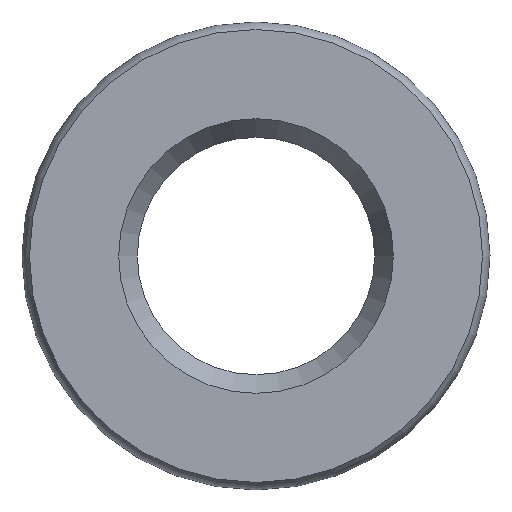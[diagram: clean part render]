
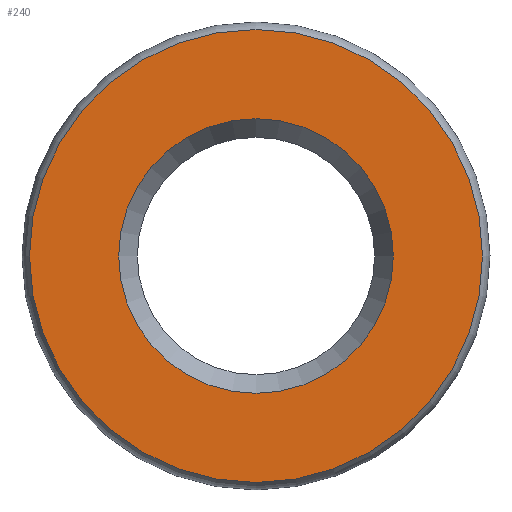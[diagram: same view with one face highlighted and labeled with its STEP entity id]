
A CAD part, left-side view. The second image highlights one B-rep face of the part: STEP entity #240.
In plain terms, the highlighted planar face has unit normal (-1, 0, 0).
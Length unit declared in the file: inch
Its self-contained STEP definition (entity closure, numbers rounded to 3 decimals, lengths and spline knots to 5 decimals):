
#4 = DIRECTION ( 'NONE',  ( 0., 0., 1. ) ) ;
#6 = CARTESIAN_POINT ( 'NONE',  ( 0., 0., 0. ) ) ;
#20 = EDGE_LOOP ( 'NONE', ( #256 ) ) ;
#26 = CARTESIAN_POINT ( 'NONE',  ( 0., 0., 0.22013 ) ) ;
#30 = CIRCLE ( 'NONE', #318, 0.363 ) ;
#31 = CARTESIAN_POINT ( 'NONE',  ( 0., 0., 0. ) ) ;
#41 = AXIS2_PLACEMENT_3D ( 'NONE', #6, #335, #210 ) ;
#43 = CIRCLE ( 'NONE', #41, 0.22013 ) ;
#52 = EDGE_LOOP ( 'NONE', ( #324 ) ) ;
#104 = FACE_OUTER_BOUND ( 'NONE', #52, .T. ) ;
#157 = CARTESIAN_POINT ( 'NONE',  ( 0., -0.22013, 0. ) ) ;
#163 = VERTEX_POINT ( 'NONE', #165 ) ;
#165 = CARTESIAN_POINT ( 'NONE',  ( 0., 0., 0.363 ) ) ;
#210 = DIRECTION ( 'NONE',  ( 0., 0., 1. ) ) ;
#234 = PLANE ( 'NONE',  #300 ) ;
#240 = ADVANCED_FACE ( 'NONE', ( #104, #252 ), #234, .T. ) ;
#246 = EDGE_CURVE ( 'NONE', #163, #163, #30, .T. ) ;
#252 = FACE_BOUND ( 'NONE', #20, .T. ) ;
#256 = ORIENTED_EDGE ( 'NONE', *, *, #290, .F. ) ;
#290 = EDGE_CURVE ( 'NONE', #339, #339, #43, .T. ) ;
#296 = DIRECTION ( 'NONE',  ( -1., 0., 0. ) ) ;
#299 = DIRECTION ( 'NONE',  ( 0., 0., 1. ) ) ;
#300 = AXIS2_PLACEMENT_3D ( 'NONE', #157, #296, #4 ) ;
#318 = AXIS2_PLACEMENT_3D ( 'NONE', #31, #328, #299 ) ;
#324 = ORIENTED_EDGE ( 'NONE', *, *, #246, .T. ) ;
#328 = DIRECTION ( 'NONE',  ( -1., 0., 0. ) ) ;
#335 = DIRECTION ( 'NONE',  ( -1., 0., 0. ) ) ;
#339 = VERTEX_POINT ( 'NONE', #26 ) ;
